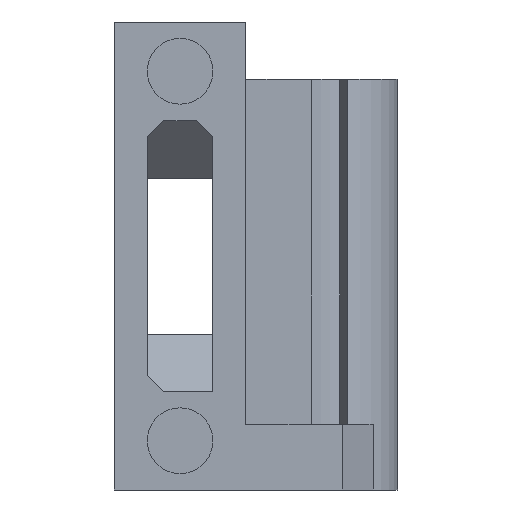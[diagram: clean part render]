
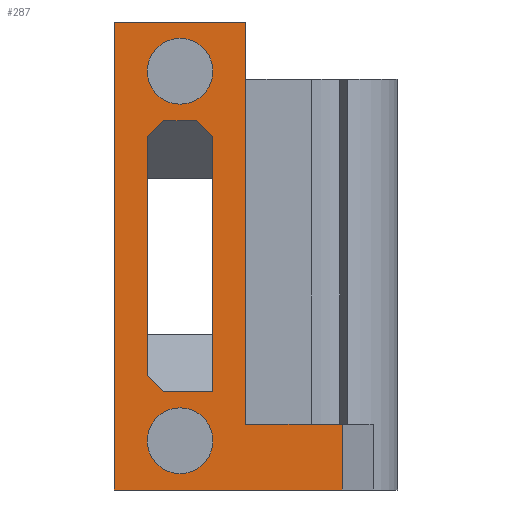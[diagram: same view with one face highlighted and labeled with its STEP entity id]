
A CAD part, left-side view. The second image highlights one B-rep face of the part: STEP entity #287.
In plain terms, the highlighted planar face has unit normal (-1, 0, 0).
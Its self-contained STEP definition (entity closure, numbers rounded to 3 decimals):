
#16 = DIRECTION ( 'NONE',  ( 0., 1., 0. ) ) ;
#27 = ORIENTED_EDGE ( 'NONE', *, *, #2966, .T. ) ;
#39 = CARTESIAN_POINT ( 'NONE',  ( 23.5, 24., 50. ) ) ;
#50 = DIRECTION ( 'NONE',  ( 0., 0., -1. ) ) ;
#76 = LINE ( 'NONE', #2824, #2611 ) ;
#78 = ORIENTED_EDGE ( 'NONE', *, *, #2274, .T. ) ;
#112 = ORIENTED_EDGE ( 'NONE', *, *, #1340, .T. ) ;
#133 = AXIS2_PLACEMENT_3D ( 'NONE', #39, #2991, #1285 ) ;
#135 = EDGE_CURVE ( 'NONE', #2692, #1839, #3072, .T. ) ;
#146 = CARTESIAN_POINT ( 'NONE',  ( 23.5, 18., 12. ) ) ;
#166 = ORIENTED_EDGE ( 'NONE', *, *, #2561, .T. ) ;
#187 = LINE ( 'NONE', #2753, #1379 ) ;
#224 = VECTOR ( 'NONE', #2430, 1000. ) ;
#258 = EDGE_CURVE ( 'NONE', #3017, #1935, #187, .T. ) ;
#263 = ORIENTED_EDGE ( 'NONE', *, *, #258, .T. ) ;
#287 = ADVANCED_FACE ( 'NONE', ( #3009, #389, #2924, #466 ), #1998, .F. ) ;
#296 = CARTESIAN_POINT ( 'NONE',  ( 23.5, -3.753, 50. ) ) ;
#301 = ORIENTED_EDGE ( 'NONE', *, *, #135, .T. ) ;
#307 = DIRECTION ( 'NONE',  ( 1., 0., 0. ) ) ;
#351 = DIRECTION ( 'NONE',  ( 0., 1., 0. ) ) ;
#354 = EDGE_CURVE ( 'NONE', #1829, #3017, #2810, .T. ) ;
#389 = FACE_BOUND ( 'NONE', #1360, .T. ) ;
#395 = VECTOR ( 'NONE', #1483, 1000. ) ;
#432 = EDGE_CURVE ( 'NONE', #2316, #778, #2535, .T. ) ;
#447 = CARTESIAN_POINT ( 'NONE',  ( 23.5, 12., 43. ) ) ;
#462 = DIRECTION ( 'NONE',  ( 0., -1., 0. ) ) ;
#466 = FACE_OUTER_BOUND ( 'NONE', #2850, .T. ) ;
#545 = CARTESIAN_POINT ( 'NONE',  ( 23.5, 24., 57. ) ) ;
#641 = VERTEX_POINT ( 'NONE', #2623 ) ;
#676 = DIRECTION ( 'NONE',  ( 0., 0., -1. ) ) ;
#715 = EDGE_CURVE ( 'NONE', #1214, #2692, #2857, .T. ) ;
#740 = ORIENTED_EDGE ( 'NONE', *, *, #2621, .T. ) ;
#741 = CARTESIAN_POINT ( 'NONE',  ( 23.5, 18., 45. ) ) ;
#743 = DIRECTION ( 'NONE',  ( 0., 1., 0. ) ) ;
#773 = VERTEX_POINT ( 'NONE', #1942 ) ;
#778 = VERTEX_POINT ( 'NONE', #2150 ) ;
#859 = CARTESIAN_POINT ( 'NONE',  ( 23.5, 18., 12. ) ) ;
#967 = CARTESIAN_POINT ( 'NONE',  ( 23.5, 20., 14. ) ) ;
#1001 = CARTESIAN_POINT ( 'NONE',  ( 23.5, 20., 43. ) ) ;
#1006 = CARTESIAN_POINT ( 'NONE',  ( 23.5, 24., 57. ) ) ;
#1073 = CIRCLE ( 'NONE', #2811, 4. ) ;
#1089 = CARTESIAN_POINT ( 'NONE',  ( 23.5, 16., 6. ) ) ;
#1097 = VECTOR ( 'NONE', #2209, 1000. ) ;
#1114 = ORIENTED_EDGE ( 'NONE', *, *, #1752, .T. ) ;
#1123 = DIRECTION ( 'NONE',  ( 0., 0., -1. ) ) ;
#1188 = CARTESIAN_POINT ( 'NONE',  ( 23.5, -3.753, 8. ) ) ;
#1210 = CARTESIAN_POINT ( 'NONE',  ( 23.5, -3.753, 8. ) ) ;
#1214 = VERTEX_POINT ( 'NONE', #447 ) ;
#1265 = CIRCLE ( 'NONE', #2536, 4. ) ;
#1275 = CARTESIAN_POINT ( 'NONE',  ( 23.5, 20., 14. ) ) ;
#1284 = CARTESIAN_POINT ( 'NONE',  ( 23.5, 24., 0. ) ) ;
#1285 = DIRECTION ( 'NONE',  ( 0., -1., 0. ) ) ;
#1296 = CARTESIAN_POINT ( 'NONE',  ( 23.5, 20., 51. ) ) ;
#1317 = EDGE_CURVE ( 'NONE', #2940, #1935, #2689, .T. ) ;
#1335 = DIRECTION ( 'NONE',  ( 0., 0., -1. ) ) ;
#1340 = EDGE_CURVE ( 'NONE', #2064, #2316, #2413, .T. ) ;
#1348 = CARTESIAN_POINT ( 'NONE',  ( 23.5, 14., 45. ) ) ;
#1360 = EDGE_LOOP ( 'NONE', ( #112, #1388, #740, #1114, #1497, #301, #78 ) ) ;
#1379 = VECTOR ( 'NONE', #50, 1000. ) ;
#1383 = VECTOR ( 'NONE', #676, 1000. ) ;
#1388 = ORIENTED_EDGE ( 'NONE', *, *, #432, .T. ) ;
#1417 = DIRECTION ( 'NONE',  ( 0., 1., 0. ) ) ;
#1421 = EDGE_CURVE ( 'NONE', #2982, #773, #2738, .T. ) ;
#1483 = DIRECTION ( 'NONE',  ( 0., 0., 1. ) ) ;
#1497 = ORIENTED_EDGE ( 'NONE', *, *, #715, .T. ) ;
#1499 = DIRECTION ( 'NONE',  ( 1., 0., 0. ) ) ;
#1549 = CARTESIAN_POINT ( 'NONE',  ( 23.5, 12., 12. ) ) ;
#1552 = CIRCLE ( 'NONE', #2104, 4. ) ;
#1585 = LINE ( 'NONE', #296, #2147 ) ;
#1615 = CARTESIAN_POINT ( 'NONE',  ( 23.5, 12., 43. ) ) ;
#1621 = CARTESIAN_POINT ( 'NONE',  ( 23.5, 12., 12. ) ) ;
#1626 = LINE ( 'NONE', #1615, #3090 ) ;
#1648 = EDGE_LOOP ( 'NONE', ( #2284, #1807 ) ) ;
#1650 = CARTESIAN_POINT ( 'NONE',  ( 23.5, 16., 6. ) ) ;
#1668 = ORIENTED_EDGE ( 'NONE', *, *, #2248, .F. ) ;
#1721 = EDGE_CURVE ( 'NONE', #1829, #641, #76, .T. ) ;
#1752 = EDGE_CURVE ( 'NONE', #2474, #1214, #1626, .T. ) ;
#1807 = ORIENTED_EDGE ( 'NONE', *, *, #1421, .T. ) ;
#1829 = VERTEX_POINT ( 'NONE', #2119 ) ;
#1839 = VERTEX_POINT ( 'NONE', #146 ) ;
#1922 = ORIENTED_EDGE ( 'NONE', *, *, #1721, .F. ) ;
#1935 = VERTEX_POINT ( 'NONE', #1284 ) ;
#1942 = CARTESIAN_POINT ( 'NONE',  ( 23.5, 20., 6. ) ) ;
#1980 = CARTESIAN_POINT ( 'NONE',  ( 23.5, 12., 6. ) ) ;
#1998 = PLANE ( 'NONE',  #133 ) ;
#2037 = VECTOR ( 'NONE', #743, 1000. ) ;
#2064 = VERTEX_POINT ( 'NONE', #967 ) ;
#2104 = AXIS2_PLACEMENT_3D ( 'NONE', #1089, #2291, #3037 ) ;
#2119 = CARTESIAN_POINT ( 'NONE',  ( 23.5, 8., 57. ) ) ;
#2147 = VECTOR ( 'NONE', #1335, 1000. ) ;
#2150 = CARTESIAN_POINT ( 'NONE',  ( 23.5, 18., 45. ) ) ;
#2166 = ORIENTED_EDGE ( 'NONE', *, *, #2678, .T. ) ;
#2193 = ORIENTED_EDGE ( 'NONE', *, *, #1317, .F. ) ;
#2209 = DIRECTION ( 'NONE',  ( 0., 1., 0. ) ) ;
#2234 = VECTOR ( 'NONE', #462, 1000. ) ;
#2248 = EDGE_CURVE ( 'NONE', #2882, #2940, #1585, .T. ) ;
#2257 = VERTEX_POINT ( 'NONE', #1296 ) ;
#2262 = DIRECTION ( 'NONE',  ( 0., 1., 0. ) ) ;
#2274 = EDGE_CURVE ( 'NONE', #1839, #2064, #2376, .T. ) ;
#2284 = ORIENTED_EDGE ( 'NONE', *, *, #2332, .T. ) ;
#2291 = DIRECTION ( 'NONE',  ( 1., 0., 0. ) ) ;
#2316 = VERTEX_POINT ( 'NONE', #3002 ) ;
#2332 = EDGE_CURVE ( 'NONE', #773, #2982, #1552, .T. ) ;
#2349 = VECTOR ( 'NONE', #2888, 1000. ) ;
#2353 = DIRECTION ( 'NONE',  ( 0., -0.707, -0.707 ) ) ;
#2376 = LINE ( 'NONE', #1275, #2458 ) ;
#2401 = CARTESIAN_POINT ( 'NONE',  ( 23.5, 12., 51. ) ) ;
#2413 = LINE ( 'NONE', #1001, #395 ) ;
#2430 = DIRECTION ( 'NONE',  ( 0., -0.707, 0.707 ) ) ;
#2458 = VECTOR ( 'NONE', #2955, 1000. ) ;
#2474 = VERTEX_POINT ( 'NONE', #1348 ) ;
#2535 = LINE ( 'NONE', #741, #224 ) ;
#2536 = AXIS2_PLACEMENT_3D ( 'NONE', #3024, #307, #2262 ) ;
#2561 = EDGE_CURVE ( 'NONE', #2882, #641, #2934, .T. ) ;
#2563 = VECTOR ( 'NONE', #351, 1000. ) ;
#2585 = ORIENTED_EDGE ( 'NONE', *, *, #354, .T. ) ;
#2611 = VECTOR ( 'NONE', #1123, 1000. ) ;
#2616 = EDGE_LOOP ( 'NONE', ( #27, #2166 ) ) ;
#2621 = EDGE_CURVE ( 'NONE', #778, #2474, #2644, .T. ) ;
#2623 = CARTESIAN_POINT ( 'NONE',  ( 23.5, 8., 8. ) ) ;
#2644 = LINE ( 'NONE', #2921, #2234 ) ;
#2678 = EDGE_CURVE ( 'NONE', #2806, #2257, #1265, .T. ) ;
#2681 = CARTESIAN_POINT ( 'NONE',  ( 23.5, 24., 0. ) ) ;
#2689 = LINE ( 'NONE', #2681, #2037 ) ;
#2692 = VERTEX_POINT ( 'NONE', #1549 ) ;
#2738 = CIRCLE ( 'NONE', #3183, 4. ) ;
#2753 = CARTESIAN_POINT ( 'NONE',  ( 23.5, 24., 50. ) ) ;
#2806 = VERTEX_POINT ( 'NONE', #2401 ) ;
#2810 = LINE ( 'NONE', #1006, #1097 ) ;
#2811 = AXIS2_PLACEMENT_3D ( 'NONE', #2972, #1499, #16 ) ;
#2824 = CARTESIAN_POINT ( 'NONE',  ( 23.5, 8., 57. ) ) ;
#2850 = EDGE_LOOP ( 'NONE', ( #1922, #2585, #263, #2193, #1668, #166 ) ) ;
#2857 = LINE ( 'NONE', #1621, #1383 ) ;
#2882 = VERTEX_POINT ( 'NONE', #1210 ) ;
#2888 = DIRECTION ( 'NONE',  ( 0., 1., 0. ) ) ;
#2921 = CARTESIAN_POINT ( 'NONE',  ( 23.5, 14., 45. ) ) ;
#2924 = FACE_BOUND ( 'NONE', #1648, .T. ) ;
#2934 = LINE ( 'NONE', #1188, #2349 ) ;
#2940 = VERTEX_POINT ( 'NONE', #2946 ) ;
#2946 = CARTESIAN_POINT ( 'NONE',  ( 23.5, -3.753, 0. ) ) ;
#2955 = DIRECTION ( 'NONE',  ( 0., 0.707, 0.707 ) ) ;
#2966 = EDGE_CURVE ( 'NONE', #2257, #2806, #1073, .T. ) ;
#2972 = CARTESIAN_POINT ( 'NONE',  ( 23.5, 16., 51. ) ) ;
#2982 = VERTEX_POINT ( 'NONE', #1980 ) ;
#2991 = DIRECTION ( 'NONE',  ( 1., 0., 0. ) ) ;
#3002 = CARTESIAN_POINT ( 'NONE',  ( 23.5, 20., 43. ) ) ;
#3009 = FACE_BOUND ( 'NONE', #2616, .T. ) ;
#3017 = VERTEX_POINT ( 'NONE', #545 ) ;
#3024 = CARTESIAN_POINT ( 'NONE',  ( 23.5, 16., 51. ) ) ;
#3037 = DIRECTION ( 'NONE',  ( 0., 1., 0. ) ) ;
#3072 = LINE ( 'NONE', #859, #2563 ) ;
#3090 = VECTOR ( 'NONE', #2353, 1000. ) ;
#3114 = DIRECTION ( 'NONE',  ( 1., 0., 0. ) ) ;
#3183 = AXIS2_PLACEMENT_3D ( 'NONE', #1650, #3114, #1417 ) ;
